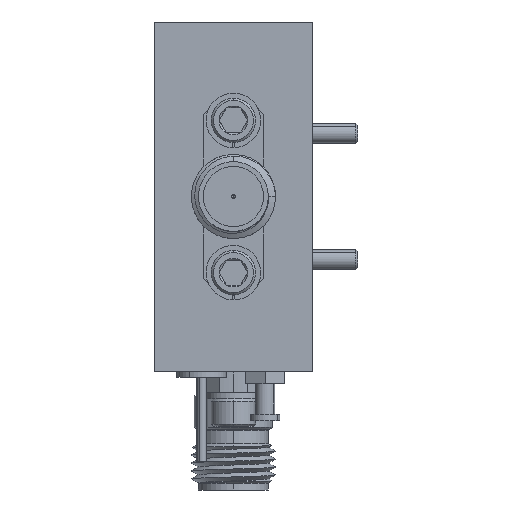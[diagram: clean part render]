
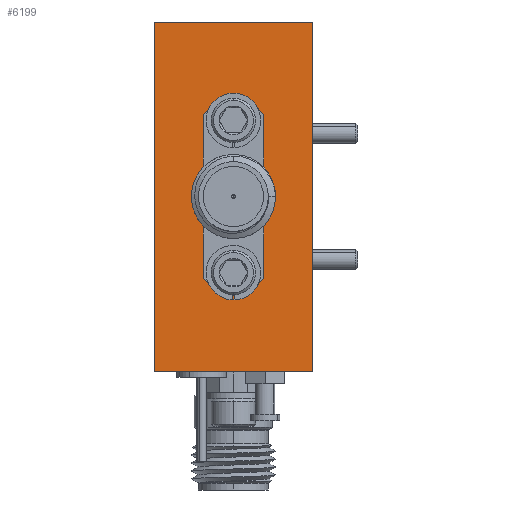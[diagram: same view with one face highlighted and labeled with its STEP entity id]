
A CAD part, left-side view. The second image highlights one B-rep face of the part: STEP entity #6199.
In plain terms, the highlighted planar face has unit normal (-1, 0, 0).
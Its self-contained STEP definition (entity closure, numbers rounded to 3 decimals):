
#141 = PLANE ( 'NONE',  #28717 ) ;
#383 = DIRECTION ( 'NONE',  ( -1., 0., 0. ) ) ;
#693 = EDGE_LOOP ( 'NONE', ( #10434, #14668, #9160, #29935 ) ) ;
#1446 = LINE ( 'NONE', #29666, #15559 ) ;
#2472 = DIRECTION ( 'NONE',  ( 0., -1., 0. ) ) ;
#2693 = CARTESIAN_POINT ( 'NONE',  ( -22.86, 6.35, -6.096 ) ) ;
#3261 = FACE_OUTER_BOUND ( 'NONE', #693, .T. ) ;
#4067 = CARTESIAN_POINT ( 'NONE',  ( -22.86, 6.35, -5.207 ) ) ;
#4119 = CARTESIAN_POINT ( 'NONE',  ( -22.86, 12.7, -13.97 ) ) ;
#4277 = DIRECTION ( 'NONE',  ( -1., 0., 0. ) ) ;
#4686 = CIRCLE ( 'NONE', #31940, 0.889 ) ;
#4929 = CARTESIAN_POINT ( 'NONE',  ( -22.86, 0., 13.97 ) ) ;
#5030 = VERTEX_POINT ( 'NONE', #21833 ) ;
#5398 = CARTESIAN_POINT ( 'NONE',  ( -22.86, 6.35, -0.991 ) ) ;
#5464 = AXIS2_PLACEMENT_3D ( 'NONE', #13334, #32457, #8078 ) ;
#5701 = CARTESIAN_POINT ( 'NONE',  ( -22.86, 12.7, 13.97 ) ) ;
#5738 = CARTESIAN_POINT ( 'NONE',  ( -22.86, 6.35, 6.096 ) ) ;
#5765 = DIRECTION ( 'NONE',  ( -1., 0., 0. ) ) ;
#5842 = CARTESIAN_POINT ( 'NONE',  ( -22.86, 12.7, 13.97 ) ) ;
#6199 = ADVANCED_FACE ( 'NONE', ( #22477, #6685, #10532, #3261 ), #141, .F. ) ;
#6333 = VERTEX_POINT ( 'NONE', #24002 ) ;
#6685 = FACE_BOUND ( 'NONE', #14270, .T. ) ;
#6792 = ORIENTED_EDGE ( 'NONE', *, *, #18176, .F. ) ;
#7597 = DIRECTION ( 'NONE',  ( -1., 0., 0. ) ) ;
#7679 = DIRECTION ( 'NONE',  ( 0., 0., 1. ) ) ;
#8078 = DIRECTION ( 'NONE',  ( 0., 0., 1. ) ) ;
#9088 = ORIENTED_EDGE ( 'NONE', *, *, #11167, .F. ) ;
#9160 = ORIENTED_EDGE ( 'NONE', *, *, #9660, .F. ) ;
#9514 = DIRECTION ( 'NONE',  ( 0., 0., 1. ) ) ;
#9660 = EDGE_CURVE ( 'NONE', #19357, #18200, #11611, .T. ) ;
#9717 = EDGE_CURVE ( 'NONE', #18200, #24967, #21270, .T. ) ;
#10434 = ORIENTED_EDGE ( 'NONE', *, *, #30841, .T. ) ;
#10532 = FACE_BOUND ( 'NONE', #23388, .T. ) ;
#10578 = DIRECTION ( 'NONE',  ( -1., 0., 0. ) ) ;
#10786 = VECTOR ( 'NONE', #30096, 1000. ) ;
#11167 = EDGE_CURVE ( 'NONE', #6333, #23661, #33886, .T. ) ;
#11611 = LINE ( 'NONE', #22184, #10786 ) ;
#13067 = LINE ( 'NONE', #24099, #27589 ) ;
#13334 = CARTESIAN_POINT ( 'NONE',  ( -22.86, 6.35, -6.096 ) ) ;
#13975 = VECTOR ( 'NONE', #22540, 1000. ) ;
#14270 = EDGE_LOOP ( 'NONE', ( #25861, #9088 ) ) ;
#14634 = EDGE_CURVE ( 'NONE', #19796, #32296, #18306, .T. ) ;
#14668 = ORIENTED_EDGE ( 'NONE', *, *, #9717, .F. ) ;
#14678 = ORIENTED_EDGE ( 'NONE', *, *, #16033, .F. ) ;
#15559 = VECTOR ( 'NONE', #7679, 1000. ) ;
#15571 = VERTEX_POINT ( 'NONE', #4067 ) ;
#15613 = VERTEX_POINT ( 'NONE', #20279 ) ;
#15991 = EDGE_CURVE ( 'NONE', #19357, #15613, #13067, .T. ) ;
#16033 = EDGE_CURVE ( 'NONE', #15571, #5030, #18607, .T. ) ;
#17590 = CARTESIAN_POINT ( 'NONE',  ( -22.86, 6.35, 0.991 ) ) ;
#18077 = EDGE_CURVE ( 'NONE', #5030, #15571, #4686, .T. ) ;
#18176 = EDGE_CURVE ( 'NONE', #32296, #19796, #27714, .T. ) ;
#18200 = VERTEX_POINT ( 'NONE', #30400 ) ;
#18306 = CIRCLE ( 'NONE', #32208, 0.991 ) ;
#18607 = CIRCLE ( 'NONE', #5464, 0.889 ) ;
#18628 = EDGE_LOOP ( 'NONE', ( #14678, #32547 ) ) ;
#19357 = VERTEX_POINT ( 'NONE', #4119 ) ;
#19796 = VERTEX_POINT ( 'NONE', #5398 ) ;
#19938 = DIRECTION ( 'NONE',  ( 0., 0., 1. ) ) ;
#20279 = CARTESIAN_POINT ( 'NONE',  ( -22.86, 0., -13.97 ) ) ;
#20579 = CARTESIAN_POINT ( 'NONE',  ( -22.86, 6.35, 6.985 ) ) ;
#20972 = CARTESIAN_POINT ( 'NONE',  ( -22.86, 6.35, 0. ) ) ;
#21270 = LINE ( 'NONE', #5701, #13975 ) ;
#21567 = DIRECTION ( 'NONE',  ( 0., 0., 1. ) ) ;
#21833 = CARTESIAN_POINT ( 'NONE',  ( -22.86, 6.35, -6.985 ) ) ;
#22097 = AXIS2_PLACEMENT_3D ( 'NONE', #25520, #4277, #9514 ) ;
#22184 = CARTESIAN_POINT ( 'NONE',  ( -22.86, 12.7, 13.97 ) ) ;
#22477 = FACE_BOUND ( 'NONE', #18628, .T. ) ;
#22540 = DIRECTION ( 'NONE',  ( 0., -1., 0. ) ) ;
#23388 = EDGE_LOOP ( 'NONE', ( #6792, #30709 ) ) ;
#23661 = VERTEX_POINT ( 'NONE', #20579 ) ;
#24002 = CARTESIAN_POINT ( 'NONE',  ( -22.86, 6.35, 5.207 ) ) ;
#24099 = CARTESIAN_POINT ( 'NONE',  ( -22.86, 12.7, -13.97 ) ) ;
#24194 = DIRECTION ( 'NONE',  ( 0., 0., 1. ) ) ;
#24295 = CIRCLE ( 'NONE', #22097, 0.889 ) ;
#24418 = EDGE_CURVE ( 'NONE', #23661, #6333, #24295, .T. ) ;
#24647 = DIRECTION ( 'NONE',  ( 0., 0., 1. ) ) ;
#24960 = DIRECTION ( 'NONE',  ( 0., 0., -1. ) ) ;
#24967 = VERTEX_POINT ( 'NONE', #4929 ) ;
#25115 = CARTESIAN_POINT ( 'NONE',  ( -22.86, 6.35, 0. ) ) ;
#25520 = CARTESIAN_POINT ( 'NONE',  ( -22.86, 6.35, 6.096 ) ) ;
#25861 = ORIENTED_EDGE ( 'NONE', *, *, #24418, .F. ) ;
#27589 = VECTOR ( 'NONE', #2472, 1000. ) ;
#27714 = CIRCLE ( 'NONE', #30112, 0.991 ) ;
#28717 = AXIS2_PLACEMENT_3D ( 'NONE', #5842, #32954, #24960 ) ;
#29666 = CARTESIAN_POINT ( 'NONE',  ( -22.86, 0., 13.97 ) ) ;
#29935 = ORIENTED_EDGE ( 'NONE', *, *, #15991, .T. ) ;
#30096 = DIRECTION ( 'NONE',  ( 0., 0., 1. ) ) ;
#30112 = AXIS2_PLACEMENT_3D ( 'NONE', #25115, #5765, #24647 ) ;
#30400 = CARTESIAN_POINT ( 'NONE',  ( -22.86, 12.7, 13.97 ) ) ;
#30709 = ORIENTED_EDGE ( 'NONE', *, *, #14634, .F. ) ;
#30841 = EDGE_CURVE ( 'NONE', #15613, #24967, #1446, .T. ) ;
#31205 = AXIS2_PLACEMENT_3D ( 'NONE', #5738, #383, #19938 ) ;
#31940 = AXIS2_PLACEMENT_3D ( 'NONE', #2693, #10578, #21567 ) ;
#32208 = AXIS2_PLACEMENT_3D ( 'NONE', #20972, #7597, #24194 ) ;
#32296 = VERTEX_POINT ( 'NONE', #17590 ) ;
#32457 = DIRECTION ( 'NONE',  ( -1., 0., 0. ) ) ;
#32547 = ORIENTED_EDGE ( 'NONE', *, *, #18077, .F. ) ;
#32954 = DIRECTION ( 'NONE',  ( 1., 0., 0. ) ) ;
#33886 = CIRCLE ( 'NONE', #31205, 0.889 ) ;
